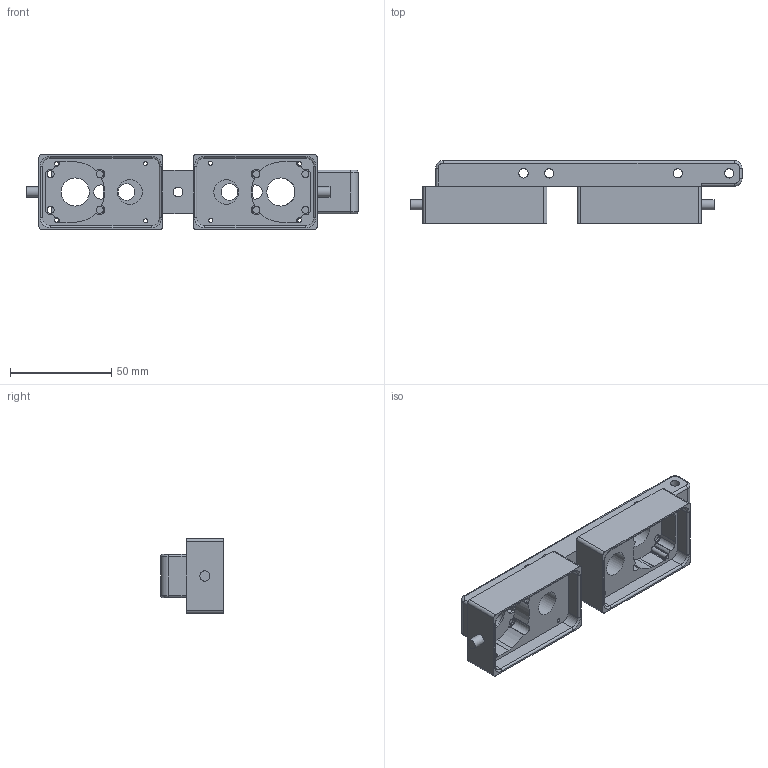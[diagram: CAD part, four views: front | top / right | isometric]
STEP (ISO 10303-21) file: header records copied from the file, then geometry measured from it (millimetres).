
FILE_DESCRIPTION(/* description */ (''),/* implementation_level */ '2;1');
FILE_NAME(/* name */ 'Altered Low profile mount v22.step',/* time_stamp */ '2024-06-27T20:47:43-05:00',/* author */ (''),/* organization */ (''),/* preprocessor_version */ 'ST-DEVELOPER v20',/* originating_system */ 'Autodesk Translation Framework v13.14.0.145',/* authorisation */ '');
FILE_SCHEMA (('AUTOMOTIVE_DESIGN { 1 0 10303 214 3 1 1 }'));
Length unit declared in the file: inch
Products named in the file (3): Altered Low profile mount; V5 Motor Channel Mount v2; V5 Motor Channel Mount v2 (1)
Assembly tree (2 placements, depth 2):
  Altered Low profile mount
    V5 Motor Channel Mount v2
    V5 Motor Channel Mount v2 (1)
Bounding box: 164 x 31.06 x 37 mm (x, y, z)
Volume: 69770.6 mm3; surface area: 32475.9 mm2
Topology: 2 solids, 2 shells, 241 faces, 637 edges, 412 vertices
Faces by surface type: cylinder 123, plane 72, bspline 32, torus 14
Full cylindrical faces by diameter (mm): 2 x8, 3.5 x8, 4.521 x1, 4.623 x4, 5.08 x2, 8.2 x3, 10.287 x1, 12.228 x2, 13.9 x3
Entity records: 8093 total; most frequent: CARTESIAN_POINT 1752, DIRECTION 1351, ORIENTED_EDGE 1274, EDGE_CURVE 637, AXIS2_PLACEMENT_3D 519, VERTEX_POINT 412, LINE 313, VECTOR 313
